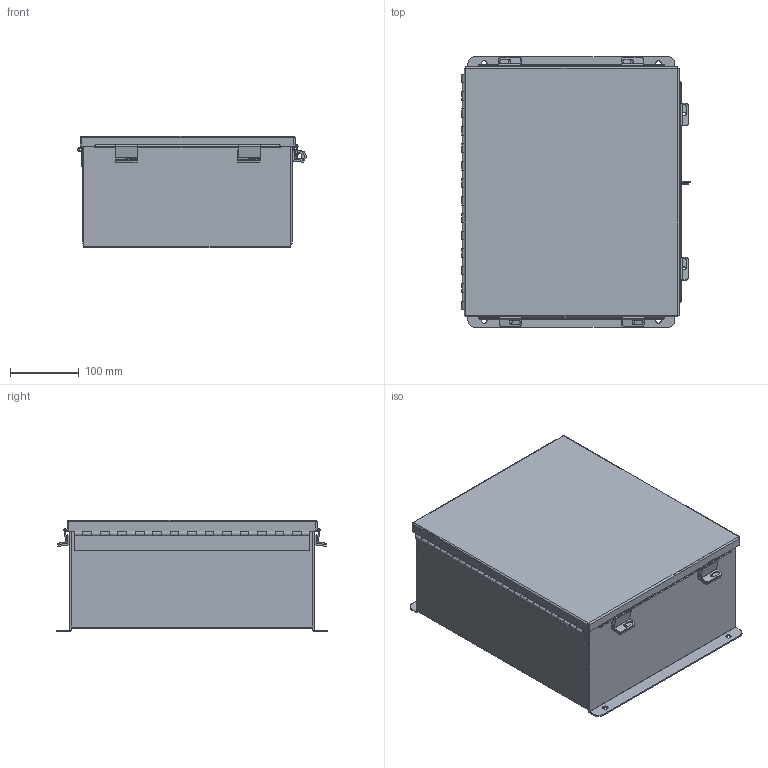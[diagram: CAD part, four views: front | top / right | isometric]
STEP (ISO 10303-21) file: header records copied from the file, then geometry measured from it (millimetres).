
FILE_DESCRIPTION (( 'STEP AP203' ), '1' );
FILE_NAME ('N141206NFSSWP.STEP', '2014-03-10T21:42:04', ( 'changeme' ), ( 'Microsoft' ), 'SwSTEP 2.0', 'SolidWorks 2013', '' );
FILE_SCHEMA (( 'CONFIG_CONTROL_DESIGN' ));
Length unit declared in the file: inch
Products named in the file (15): HW-CLH-JH-20154; N141206NFSSWP JIC_Cover_Template; HW-CLH-JH-20104; N141206NFSSWP JIC_Standoff; N141206NFSSWP; N141206NFSSWP JIC Backpanel; N141206NFSSWP JIC Enclosure Template; N141206NFSSWP JIC Clamp Bracket; N141206NFSSWP Hinge Body Side; N141206NFSSWP JIC Cover Clamp; N141206NFSSWP Hinge Cover Side JIC; N141206NFSSWP JIC Top; N141206NFSSWP JIC Bottom; N141206NFSSWP HW-CD-S-25020-034; N141206NFSSWP _JIC Hinge
Assembly tree (28 placements, depth 3):
  N141206NFSSWP
    N141206NFSSWP JIC Enclosure Template
    N141206NFSSWP _JIC Hinge
      N141206NFSSWP Hinge Body Side
      N141206NFSSWP Hinge Cover Side JIC
    N141206NFSSWP JIC_Cover_Template
    N141206NFSSWP JIC_Standoff  x4
    N141206NFSSWP JIC Backpanel
    N141206NFSSWP JIC Clamp Bracket  x6
    N141206NFSSWP JIC Cover Clamp  x6
    N141206NFSSWP JIC Top
    N141206NFSSWP JIC Bottom
    N141206NFSSWP HW-CD-S-25020-034  x2
    HW-CLH-JH-20154
    HW-CLH-JH-20104
Bounding box: 332.02 x 393.08 x 162.3 mm (x, y, z)
Volume: 1106278.6 mm3; surface area: 1186655.1 mm2
Topology: 27 solids, 27 shells, 806 faces, 1911 edges, 1165 vertices
Faces by surface type: plane 519, cylinder 267, bspline 8, torus 8, cone 4
Entity records: 18551 total; most frequent: CARTESIAN_POINT 3214, DIRECTION 2868, ORIENTED_EDGE 2730, EDGE_CURVE 1365, LINE 962, VECTOR 962, AXIS2_PLACEMENT_3D 953, VERTEX_POINT 851
